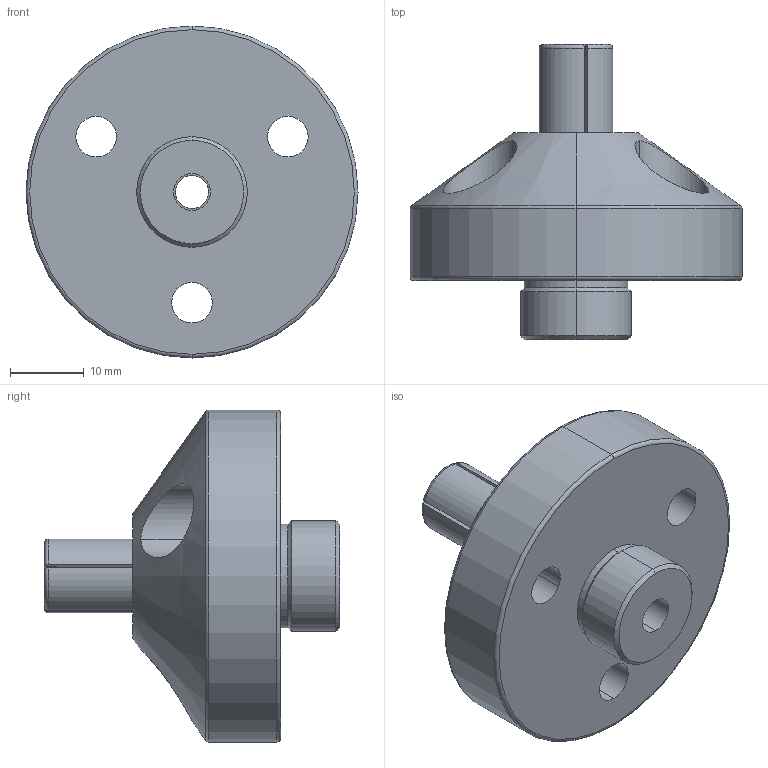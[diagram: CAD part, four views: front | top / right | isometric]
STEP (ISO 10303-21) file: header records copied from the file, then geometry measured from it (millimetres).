
FILE_DESCRIPTION (( 'STEP AP214' ), '1' );
FILE_NAME ('SF-BJ500-1045.STEP', '2025-03-24T08:41:12', ( 'Windows 蚚誧' ), ( 'Organization' ), 'SwSTEP 2.0', 'SolidWorks 2020', '' );
FILE_SCHEMA (( 'AUTOMOTIVE_DESIGN' ));
Length unit declared in the file: millimetre
Products named in the file (3): 壩梠种; 隅弇輸; SF-BJ500-1045
Assembly tree (2 placements, depth 2):
  SF-BJ500-1045
    隅弇輸
    壩梠种
Bounding box: 45 x 40 x 45 mm (x, y, z)
Volume: 22557.3 mm3; surface area: 8279.3 mm2
Topology: 2 solids, 2 shells, 83 faces, 207 edges, 132 vertices
Faces by surface type: cylinder 32, plane 29, torus 12, cone 10
Entity records: 2943 total; most frequent: CARTESIAN_POINT 719, DIRECTION 463, ORIENTED_EDGE 414, EDGE_CURVE 207, AXIS2_PLACEMENT_3D 190, VERTEX_POINT 132, CIRCLE 102, EDGE_LOOP 97
